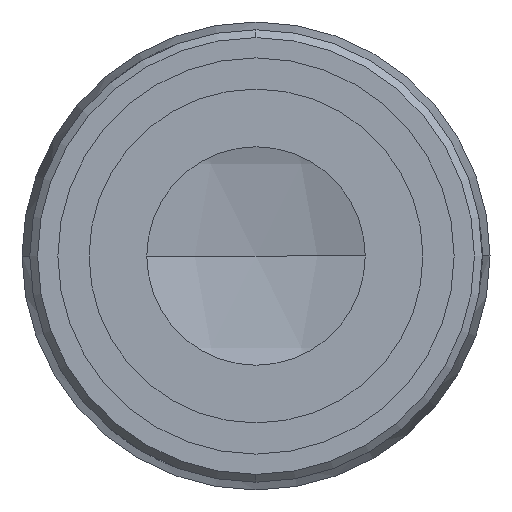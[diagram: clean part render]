
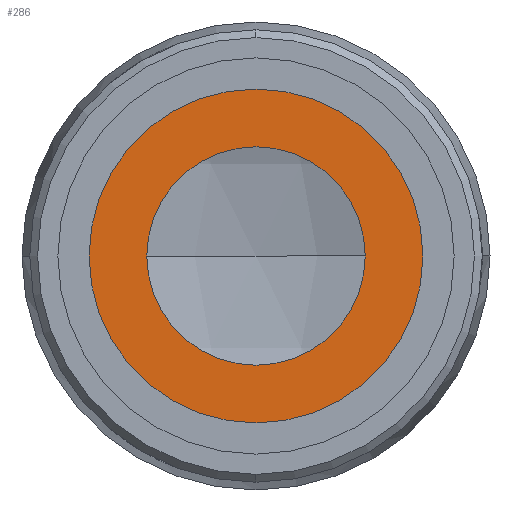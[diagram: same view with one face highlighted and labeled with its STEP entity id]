
A CAD part, front view. The second image highlights one B-rep face of the part: STEP entity #286.
In plain terms, the highlighted planar face has unit normal (0, -1, 0).
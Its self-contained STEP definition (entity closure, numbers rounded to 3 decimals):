
#10 = AXIS2_PLACEMENT_3D ( 'NONE', #2449, #1288, #166 ) ;
#126 = DIRECTION ( 'NONE',  ( 0., 1., 0. ) ) ;
#156 = EDGE_CURVE ( 'NONE', #790, #2345, #2058, .T. ) ;
#166 = DIRECTION ( 'NONE',  ( 0., 0., 1. ) ) ;
#234 = CARTESIAN_POINT ( 'NONE',  ( 0., -105.57, 11.5 ) ) ;
#286 = ADVANCED_FACE ( 'NONE', ( #336, #1290 ), #397, .T. ) ;
#330 = CARTESIAN_POINT ( 'NONE',  ( 0., -105.57, -11.5 ) ) ;
#336 = FACE_BOUND ( 'NONE', #745, .T. ) ;
#340 = ORIENTED_EDGE ( 'NONE', *, *, #156, .T. ) ;
#397 = PLANE ( 'NONE',  #1673 ) ;
#571 = CARTESIAN_POINT ( 'NONE',  ( 0., -105.57, 0. ) ) ;
#577 = VERTEX_POINT ( 'NONE', #234 ) ;
#586 = DIRECTION ( 'NONE',  ( 0., -1., 0. ) ) ;
#594 = EDGE_CURVE ( 'NONE', #577, #739, #699, .T. ) ;
#614 = ORIENTED_EDGE ( 'NONE', *, *, #1480, .T. ) ;
#699 = CIRCLE ( 'NONE', #2092, 11.5 ) ;
#739 = VERTEX_POINT ( 'NONE', #330 ) ;
#745 = EDGE_LOOP ( 'NONE', ( #614, #340 ) ) ;
#749 = DIRECTION ( 'NONE',  ( 0., 0., 1. ) ) ;
#790 = VERTEX_POINT ( 'NONE', #2247 ) ;
#869 = CARTESIAN_POINT ( 'NONE',  ( 0., -105.57, 0. ) ) ;
#952 = CARTESIAN_POINT ( 'NONE',  ( -11.5, -105.57, 0. ) ) ;
#1065 = DIRECTION ( 'NONE',  ( 0., 0., 1. ) ) ;
#1102 = CIRCLE ( 'NONE', #1581, 11.5 ) ;
#1170 = CARTESIAN_POINT ( 'NONE',  ( 0., -105.57, 7. ) ) ;
#1243 = CARTESIAN_POINT ( 'NONE',  ( 0., -105.57, 0. ) ) ;
#1288 = DIRECTION ( 'NONE',  ( 0., 1., 0. ) ) ;
#1290 = FACE_OUTER_BOUND ( 'NONE', #2320, .T. ) ;
#1451 = DIRECTION ( 'NONE',  ( 0., 0., 1. ) ) ;
#1478 = CIRCLE ( 'NONE', #1628, 7. ) ;
#1480 = EDGE_CURVE ( 'NONE', #2345, #790, #1478, .T. ) ;
#1581 = AXIS2_PLACEMENT_3D ( 'NONE', #1243, #126, #1451 ) ;
#1628 = AXIS2_PLACEMENT_3D ( 'NONE', #869, #2221, #1065 ) ;
#1652 = EDGE_CURVE ( 'NONE', #739, #577, #1102, .T. ) ;
#1673 = AXIS2_PLACEMENT_3D ( 'NONE', #952, #586, #1948 ) ;
#1931 = DIRECTION ( 'NONE',  ( 0., 1., 0. ) ) ;
#1948 = DIRECTION ( 'NONE',  ( 0., 0., -1. ) ) ;
#2040 = ORIENTED_EDGE ( 'NONE', *, *, #1652, .F. ) ;
#2058 = CIRCLE ( 'NONE', #10, 7. ) ;
#2092 = AXIS2_PLACEMENT_3D ( 'NONE', #571, #1931, #749 ) ;
#2221 = DIRECTION ( 'NONE',  ( 0., 1., 0. ) ) ;
#2247 = CARTESIAN_POINT ( 'NONE',  ( 0., -105.57, -7. ) ) ;
#2311 = ORIENTED_EDGE ( 'NONE', *, *, #594, .F. ) ;
#2320 = EDGE_LOOP ( 'NONE', ( #2311, #2040 ) ) ;
#2345 = VERTEX_POINT ( 'NONE', #1170 ) ;
#2449 = CARTESIAN_POINT ( 'NONE',  ( 0., -105.57, 0. ) ) ;
